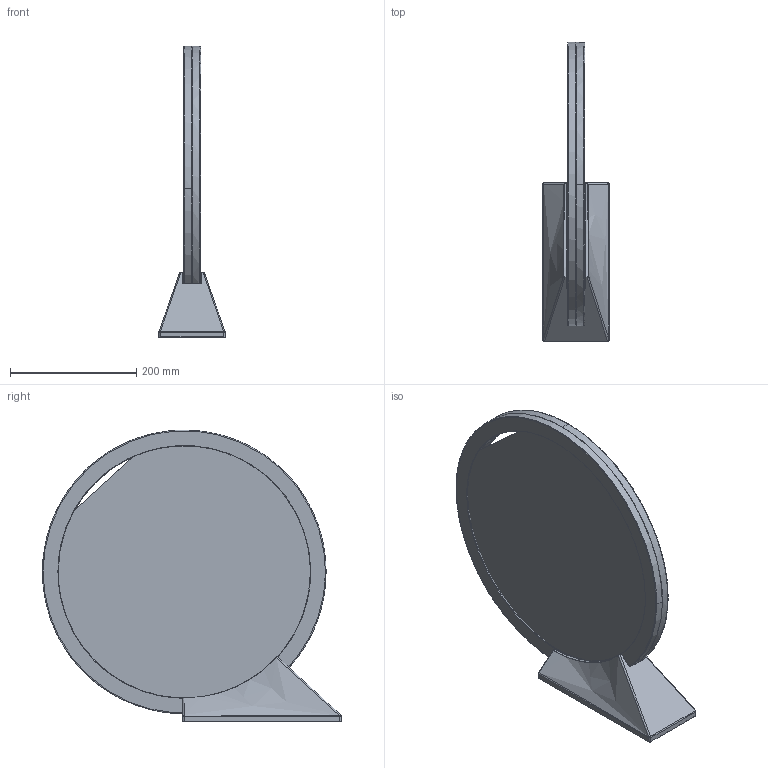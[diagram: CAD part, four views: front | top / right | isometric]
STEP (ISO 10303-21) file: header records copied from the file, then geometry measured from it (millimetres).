
FILE_DESCRIPTION(/* description */ (''),/* implementation_level */ '2;1');
FILE_NAME(/* name */ 'O 450 Parete_terra_sempl',/* time_stamp */ '2019-06-24T12:11:46+02:00',/* author */ (''),/* organization */ (''),/* preprocessor_version */ 'ST-DEVELOPER v15',/* originating_system */ '',/* authorisation */ '');
FILE_SCHEMA (('AUTOMOTIVE_DESIGN'));
Length unit declared in the file: millimetre
Products named in the file (9): Document; V01_O_WALL_BASE_COPERTURA_ESPANSA; Blocco 10; V01_O_WALL_CERCHIO_SHINE; Blocco 07; V01_O_WALL_CERCHIO_TAPPO; Blocco 03; V01_O_WALL_BASE_PIASTRA_PARETE; Blocco 01
Assembly tree (8 placements, depth 3):
  Document
    V01_O_WALL_BASE_COPERTURA_ESPANSA
      Blocco 10
    V01_O_WALL_CERCHIO_SHINE
      Blocco 07
    V01_O_WALL_CERCHIO_TAPPO
      Blocco 03
    V01_O_WALL_BASE_PIASTRA_PARETE
      Blocco 01
Bounding box: 105 x 474.5 x 463.02 mm (x, y, z)
Volume: 701752.4 mm3; surface area: 422028.1 mm2
Topology: 1 solids, 806 shells, 845 faces, 4063 edges, 3975 vertices
Faces by surface type: bspline 645, plane 200
Entity records: 65134 total; most frequent: CARTESIAN_POINT 38138, ORIENTED_EDGE 4091, EDGE_CURVE 4012, VERTEX_POINT 3971, B_SPLINE_CURVE_WITH_KNOTS 2553, EDGE_LOOP 883, ADVANCED_FACE 845, FACE_OUTER_BOUND 845
